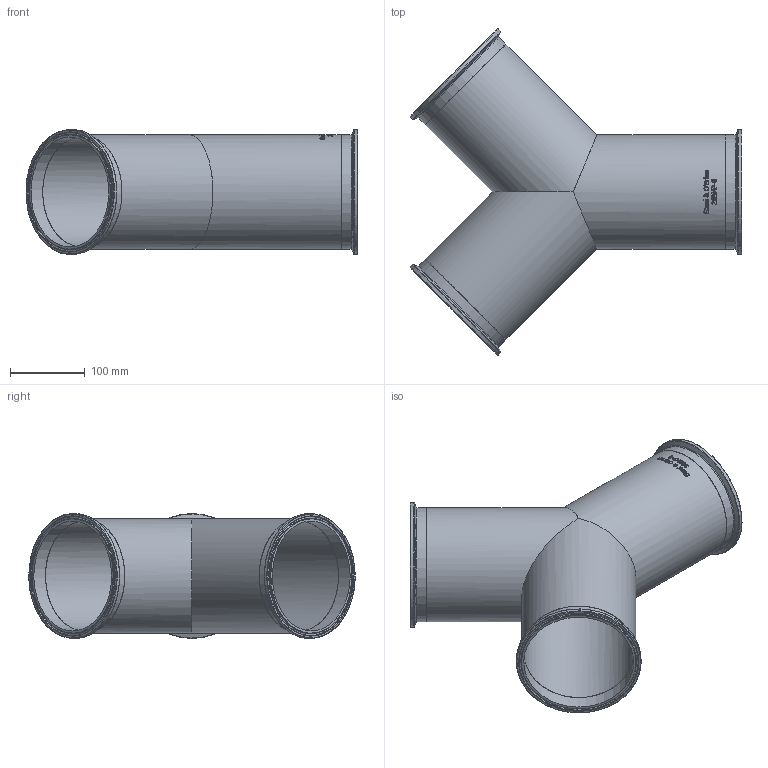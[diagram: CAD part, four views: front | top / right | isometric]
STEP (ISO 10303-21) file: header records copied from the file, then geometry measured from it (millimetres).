
FILE_DESCRIPTION(/* description */ (''),/* implementation_level */ '2;1');
FILE_NAME(/* name */ '28BMP-6.stp',/* time_stamp */ '2021-12-21T11:33:55-05:00',/* author */ ('rick'),/* organization */ (''),/* preprocessor_version */ 'ST-DEVELOPER v18.1',/* originating_system */ 'Autodesk Inventor 2020',/* authorisation */ '');
FILE_SCHEMA (('AUTOMOTIVE_DESIGN { 1 0 10303 214 3 1 1 }'));
Length unit declared in the file: inch
Products named in the file (1): 28BMP-6
Bounding box: 443.46 x 436 x 166.82 mm (x, y, z)
Volume: 834694.2 mm3; surface area: 579986.9 mm2
Topology: 1 solids, 1 shells, 418 faces, 1152 edges, 779 vertices
Faces by surface type: bspline 190, plane 143, cylinder 52, torus 24, cone 9
Full cylindrical faces by diameter (mm): 146.863 x6, 152.4 x6, 166.878 x3
Entity records: 17347 total; most frequent: CARTESIAN_POINT 7561, ORIENTED_EDGE 2304, DIRECTION 1555, EDGE_CURVE 1152, VERTEX_POINT 779, AXIS2_PLACEMENT_3D 554, EDGE_LOOP 465, LINE 447
